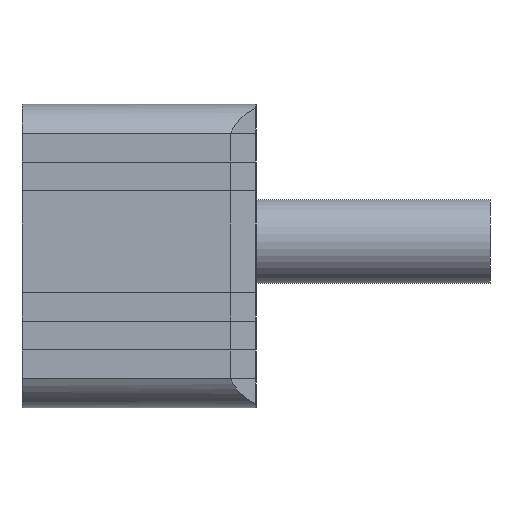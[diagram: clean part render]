
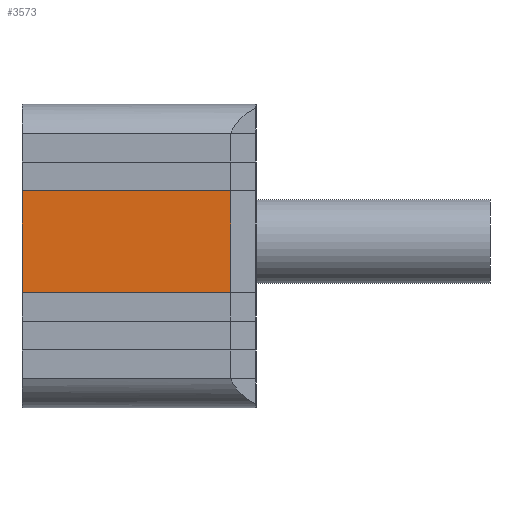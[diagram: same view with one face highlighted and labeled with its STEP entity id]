
A CAD part, left-side view. The second image highlights one B-rep face of the part: STEP entity #3573.
In plain terms, the highlighted face is planar.
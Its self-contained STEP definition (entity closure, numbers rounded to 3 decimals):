
#481 = AXIS2_PLACEMENT_3D ( 'NONE', #866, #1157, #822 ) ;
#543 = VECTOR ( 'NONE', #1640, 1000. ) ;
#668 = VERTEX_POINT ( 'NONE', #1244 ) ;
#822 = DIRECTION ( 'NONE',  ( -1., 0., 0. ) ) ;
#866 = CARTESIAN_POINT ( 'NONE',  ( 2.6, 0., -10. ) ) ;
#958 = EDGE_CURVE ( 'NONE', #1153, #668, #2799, .T. ) ;
#1139 = FACE_OUTER_BOUND ( 'NONE', #2592, .T. ) ;
#1149 = VERTEX_POINT ( 'NONE', #3515 ) ;
#1153 = VERTEX_POINT ( 'NONE', #4149 ) ;
#1157 = DIRECTION ( 'NONE',  ( 0., 0., -1. ) ) ;
#1193 = ORIENTED_EDGE ( 'NONE', *, *, #3142, .F. ) ;
#1244 = CARTESIAN_POINT ( 'NONE',  ( 2.6, -4.2, -10. ) ) ;
#1476 = CARTESIAN_POINT ( 'NONE',  ( -2.6, 0., -10. ) ) ;
#1640 = DIRECTION ( 'NONE',  ( -1., 0., 0. ) ) ;
#1767 = CARTESIAN_POINT ( 'NONE',  ( 2.6, 0., -10. ) ) ;
#1958 = LINE ( 'NONE', #1476, #3198 ) ;
#1961 = DIRECTION ( 'NONE',  ( -1., 0., 0. ) ) ;
#2011 = CARTESIAN_POINT ( 'NONE',  ( 2.6, -4.2, -10. ) ) ;
#2177 = EDGE_CURVE ( 'NONE', #4241, #1149, #1958, .T. ) ;
#2592 = EDGE_LOOP ( 'NONE', ( #2608, #3253, #4318, #1193 ) ) ;
#2608 = ORIENTED_EDGE ( 'NONE', *, *, #958, .T. ) ;
#2667 = CARTESIAN_POINT ( 'NONE',  ( 2.6, 6.5, -10. ) ) ;
#2799 = LINE ( 'NONE', #1767, #4210 ) ;
#3025 = LINE ( 'NONE', #2011, #3771 ) ;
#3142 = EDGE_CURVE ( 'NONE', #1153, #4241, #4020, .T. ) ;
#3144 = DIRECTION ( 'NONE',  ( 0., -1., 0. ) ) ;
#3190 = EDGE_CURVE ( 'NONE', #668, #1149, #3025, .T. ) ;
#3198 = VECTOR ( 'NONE', #3522, 1000. ) ;
#3253 = ORIENTED_EDGE ( 'NONE', *, *, #3190, .T. ) ;
#3280 = CARTESIAN_POINT ( 'NONE',  ( -2.6, 6.5, -10. ) ) ;
#3515 = CARTESIAN_POINT ( 'NONE',  ( -2.6, -4.2, -10. ) ) ;
#3522 = DIRECTION ( 'NONE',  ( 0., -1., 0. ) ) ;
#3573 = ADVANCED_FACE ( 'NONE', ( #1139 ), #3966, .T. ) ;
#3771 = VECTOR ( 'NONE', #1961, 1000. ) ;
#3966 = PLANE ( 'NONE',  #481 ) ;
#4020 = LINE ( 'NONE', #2667, #543 ) ;
#4149 = CARTESIAN_POINT ( 'NONE',  ( 2.6, 6.5, -10. ) ) ;
#4210 = VECTOR ( 'NONE', #3144, 1000. ) ;
#4241 = VERTEX_POINT ( 'NONE', #3280 ) ;
#4318 = ORIENTED_EDGE ( 'NONE', *, *, #2177, .F. ) ;
